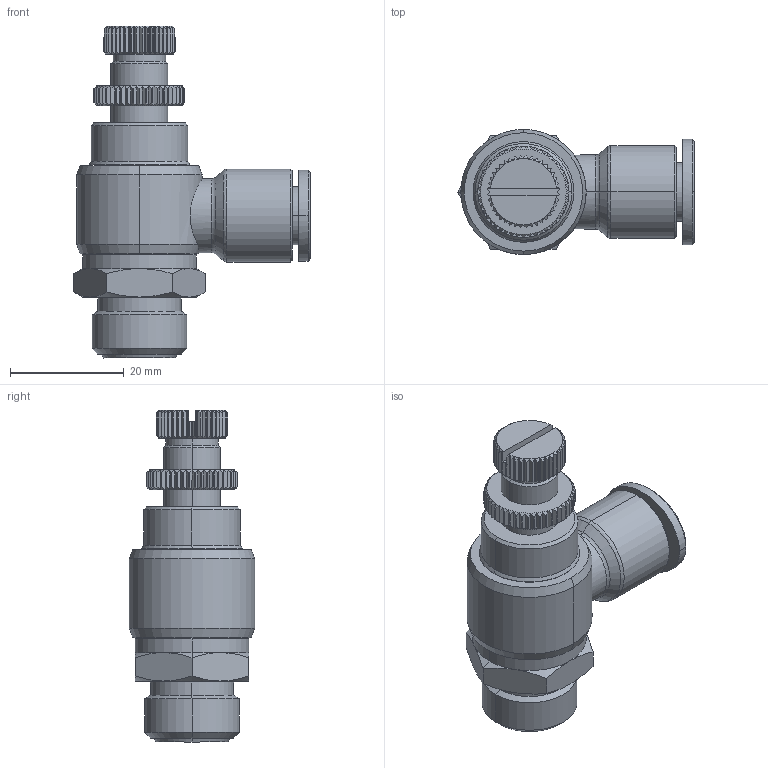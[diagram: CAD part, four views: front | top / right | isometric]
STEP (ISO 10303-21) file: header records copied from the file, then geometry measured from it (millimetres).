
FILE_DESCRIPTION (( 'STEP AP214' ), '1' );
FILE_NAME ('NSE10-G03_OUT.STEP', '2018-08-28T08:44:42', ( '' ), ( '' ), 'SwSTEP 2.0', 'SolidWorks 2018', '' );
FILE_SCHEMA (( 'AUTOMOTIVE_DESIGN' ));
Length unit declared in the file: millimetre
Products named in the file (1): NSE10-G03_OUT
Bounding box: 41.55 x 22 x 58.3 mm (x, y, z)
Surface area: 6359.4 mm2 (no closed solid volume)
Topology: 0 solids, 4 shells, 703 faces, 2271 edges, 1494 vertices
Faces by surface type: plane 393, cylinder 161, cone 136, bspline 11, torus 2
Entity records: 34562 total; most frequent: CARTESIAN_POINT 7917, ORIENTED_EDGE 3974, DIRECTION 3548, EDGE_CURVE 2271, VERTEX_POINT 1494, VECTOR 1404, LINE 1404, AXIS2_PLACEMENT_3D 1072
